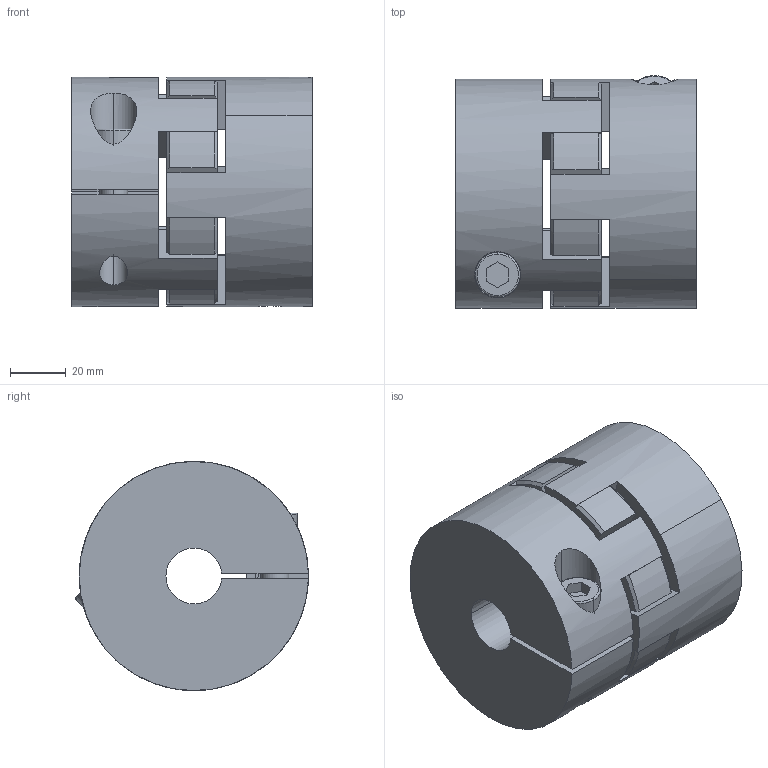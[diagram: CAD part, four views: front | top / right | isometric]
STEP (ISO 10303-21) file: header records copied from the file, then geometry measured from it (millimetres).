
FILE_DESCRIPTION(('STEP AP214'),'1');
FILE_NAME('cctmp_7D235920-9D1B-413B-AB25-C6A3D7061D51_2023_06_13_14_02_18_0245..stp','2023-06-13T12:02:18',('R+W Antriebselemente GmbH'),('CADClick - www.CADClick.com'),'Spatial InterOp 3D',' ','unknown authorization');
FILE_SCHEMA(('AUTOMOTIVE_DESIGN'));
Length unit declared in the file: millimetre
Products named in the file (4): cc_unnamed; EKL/300/86/C/20/38_2; EKL/300/86/C/20/38_1; EKL/300/86/C/20/38
Assembly tree (3 placements, depth 2):
  cc_unnamed
    EKL/300/86/C/20/38_2
    EKL/300/86/C/20/38_1
    EKL/300/86/C/20/38
Bounding box: 86 x 83.31 x 82 mm (x, y, z)
Volume: 349409.3 mm3; surface area: 72469.3 mm2
Topology: 3 solids, 3 shells, 149 faces, 395 edges, 262 vertices
Faces by surface type: plane 72, cylinder 57, cone 16, torus 4
Entity records: 6316 total; most frequent: CARTESIAN_POINT 1166, DIRECTION 839, ORIENTED_EDGE 790, EDGE_CURVE 395, AXIS2_PLACEMENT_3D 299, VERTEX_POINT 262, LINE 241, VECTOR 241
